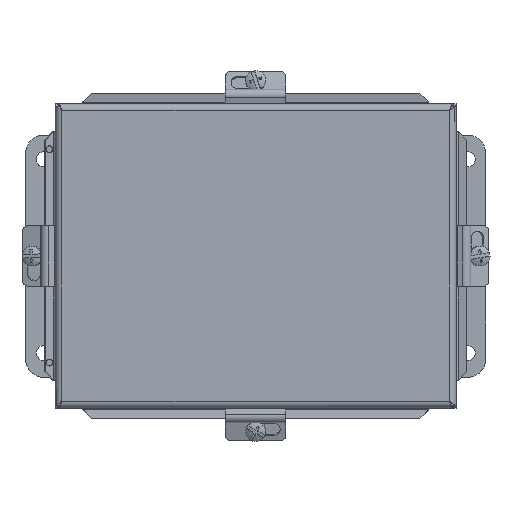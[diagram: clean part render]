
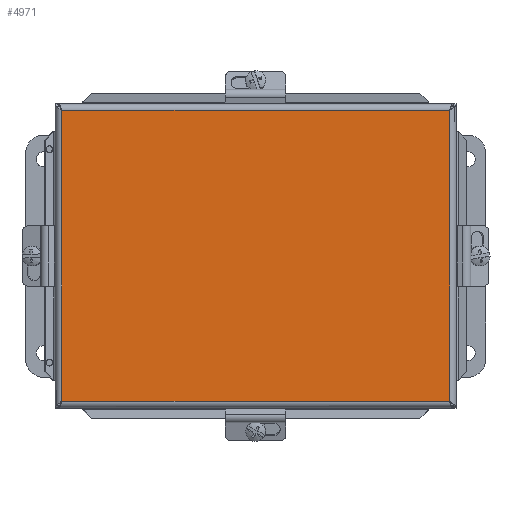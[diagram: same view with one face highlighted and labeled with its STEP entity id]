
A CAD part, top view. The second image highlights one B-rep face of the part: STEP entity #4971.
In plain terms, the highlighted planar face has unit normal (0, 0, 1).
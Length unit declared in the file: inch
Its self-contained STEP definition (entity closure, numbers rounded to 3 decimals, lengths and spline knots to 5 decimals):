
#611=PLANE('',#5546);
#869=LINE('',#7796,#1350);
#902=LINE('',#8039,#1383);
#1004=LINE('',#8486,#1485);
#1005=LINE('',#8488,#1486);
#1350=VECTOR('',#6204,0.3937);
#1383=VECTOR('',#6257,0.3937);
#1485=VECTOR('',#6531,0.3937);
#1486=VECTOR('',#6534,0.3937);
#1873=FACE_OUTER_BOUND('',#2171,.T.);
#2171=EDGE_LOOP('',(#4384,#4385,#4386,#4387));
#2531=VERTEX_POINT('',#7517);
#2562=VERTEX_POINT('',#7665);
#2590=VERTEX_POINT('',#7795);
#2602=VERTEX_POINT('',#7952);
#3076=EDGE_CURVE('',#2590,#2562,#869,.T.);
#3118=EDGE_CURVE('',#2531,#2602,#902,.T.);
#3256=EDGE_CURVE('',#2562,#2531,#1004,.T.);
#3257=EDGE_CURVE('',#2602,#2590,#1005,.T.);
#4384=ORIENTED_EDGE('',*,*,#3256,.T.);
#4385=ORIENTED_EDGE('',*,*,#3118,.T.);
#4386=ORIENTED_EDGE('',*,*,#3257,.T.);
#4387=ORIENTED_EDGE('',*,*,#3076,.T.);
#4971=ADVANCED_FACE('',(#1873),#611,.T.);
#5546=AXIS2_PLACEMENT_3D('',#8489,#6535,#6536);
#6204=DIRECTION('',(0.,-1.,0.));
#6257=DIRECTION('',(0.,1.,0.));
#6531=DIRECTION('',(1.,0.,0.));
#6534=DIRECTION('',(-1.,0.,0.));
#6535=DIRECTION('center_axis',(0.,0.,1.));
#6536=DIRECTION('ref_axis',(1.,0.,0.));
#7517=CARTESIAN_POINT('',(3.0035,-4.0035,0.059));
#7665=CARTESIAN_POINT('',(-3.0035,-4.0035,0.059));
#7795=CARTESIAN_POINT('',(-3.0035,4.0035,0.059));
#7796=CARTESIAN_POINT('',(-3.0035,2.00175,0.059));
#7952=CARTESIAN_POINT('',(3.0035,4.0035,0.059));
#8039=CARTESIAN_POINT('',(3.0035,-2.00175,0.059));
#8486=CARTESIAN_POINT('',(-1.50175,-4.0035,0.059));
#8488=CARTESIAN_POINT('',(1.50175,4.0035,0.059));
#8489=CARTESIAN_POINT('Origin',(0.,0.,0.059));
